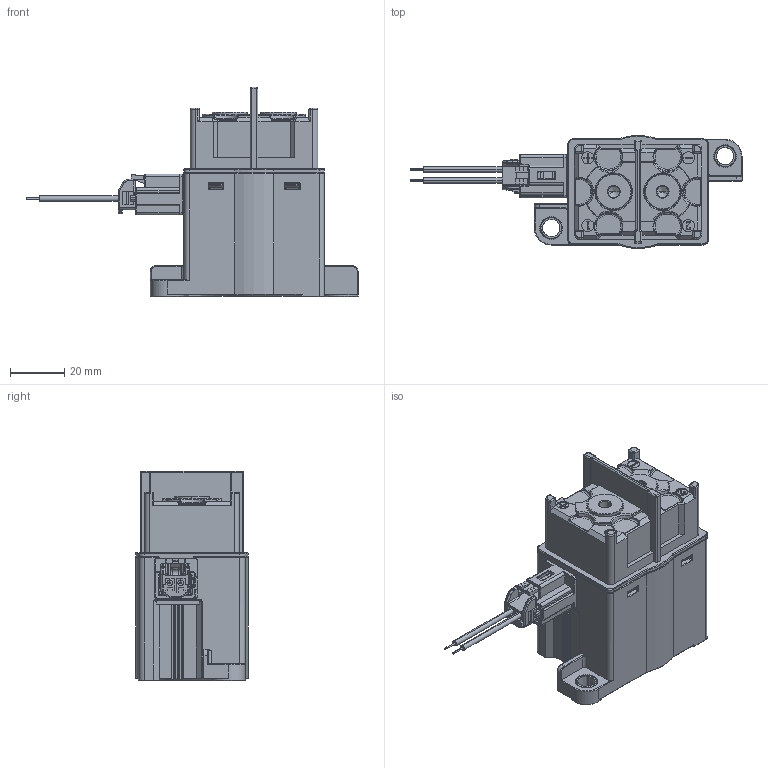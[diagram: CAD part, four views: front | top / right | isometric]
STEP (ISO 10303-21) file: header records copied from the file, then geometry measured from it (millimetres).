
FILE_DESCRIPTION((''),'2;1');
FILE_NAME('EVH100A_ASM','2021-01-06T19:03:50',('dell'),(''),'CREO PARAMETRIC BY PTC INC, 2020033','CREO PARAMETRIC BY PTC INC, 2020033','');
FILE_SCHEMA(('CONFIG_CONTROL_DESIGN'));
Products named in the file (12): 1-694; 1-696; 1-698; _1; 1-701; 1-703; 1-704; 1-705; 1-706; 1-707; ADMI08C4EB88FOH8_ASM; EVH100A_ASM
Assembly tree (11 placements, depth 3):
  EVH100A_ASM
    ADMI08C4EB88FOH8_ASM
      1-694
      1-696
      1-698
      _1
      1-701
      1-703
      1-704
      1-705
      1-706
      1-707
Bounding box: 122.25 x 41.53 x 77.1 mm (x, y, z)
Volume: 32972.5 mm3; surface area: 41442.6 mm2
Topology: 10 solids, 10 shells, 2108 faces, 5651 edges, 3503 vertices
Faces by surface type: plane 955, cylinder 650, torus 282, bspline 105, sphere 48, cone 44, extrusion 24
Entity records: 70187 total; most frequent: CARTESIAN_POINT 17980, ORIENTED_EDGE 11138, DIRECTION 10703, EDGE_CURVE 5569, AXIS2_PLACEMENT_3D 3685, VERTEX_POINT 3503, VECTOR 3333, LINE 3309
